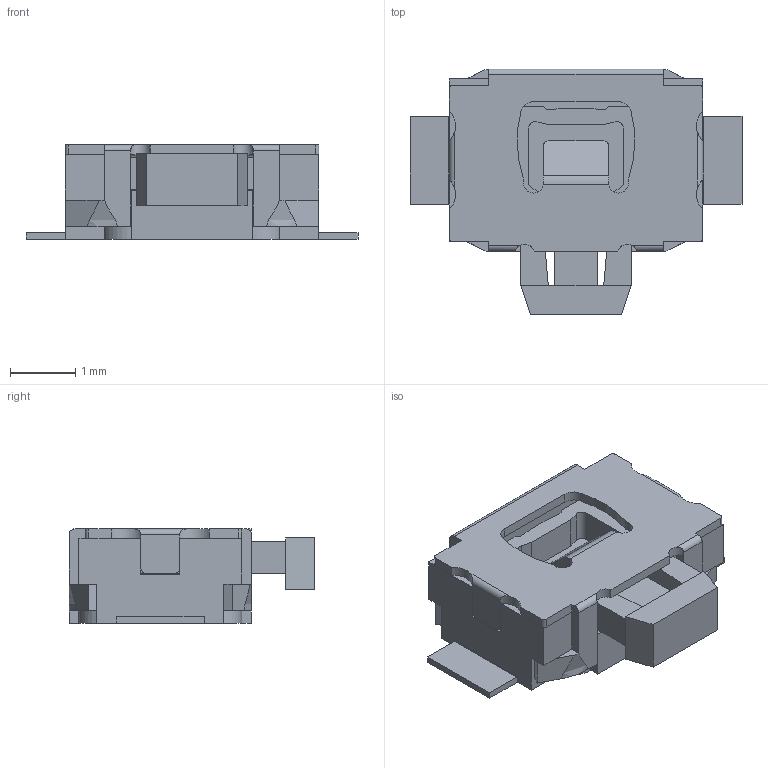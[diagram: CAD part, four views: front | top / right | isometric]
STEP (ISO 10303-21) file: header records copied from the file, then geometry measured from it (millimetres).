
FILE_DESCRIPTION(('FreeCAD Model'),'2;1');
FILE_NAME( 'Taster.step', '2017-06-16T15:24:53',('kicad StepUp'),('ksu MCAD'), 'Open CASCADE STEP processor 7.1','FreeCAD','Unknown');
FILE_SCHEMA(('AUTOMOTIVE_DESIGN_CC2 { 1 2 10303 214 -1 1 5 4 }'));
Length unit declared in the file: millimetre
Products named in the file (1): Taster
Bounding box: 5.1 x 3.77 x 1.45 mm (x, y, z)
Volume: 13.2 mm3; surface area: 93.6 mm2
Topology: 1 solids, 1 shells, 253 faces, 752 edges, 488 vertices
Faces by surface type: plane 196, cylinder 45, bspline 10, sphere 2
Entity records: 13092 total; most frequent: CARTESIAN_POINT 4556, ORIENTED_EDGE 1504, DIRECTION 1290, EDGE_CURVE 752, LINE 602, VECTOR 602, VERTEX_POINT 488, AXIS2_PLACEMENT_3D 344
